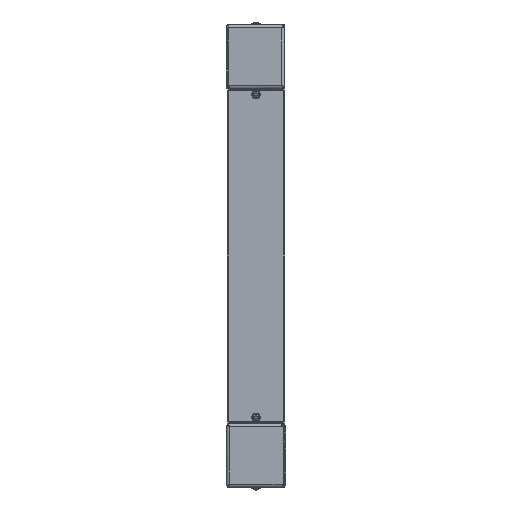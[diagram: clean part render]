
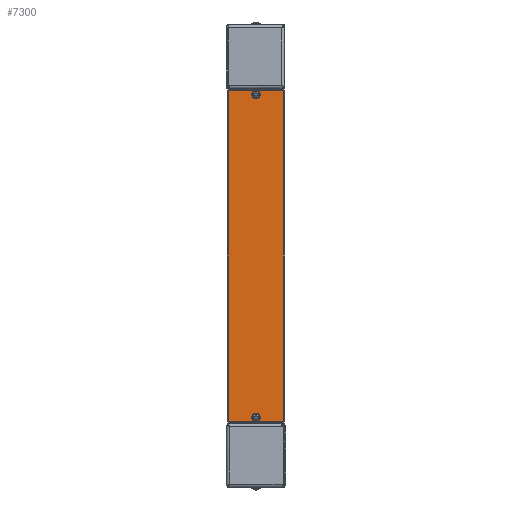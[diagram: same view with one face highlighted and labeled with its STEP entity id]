
A CAD part, left-side view. The second image highlights one B-rep face of the part: STEP entity #7300.
In plain terms, the highlighted face is planar.
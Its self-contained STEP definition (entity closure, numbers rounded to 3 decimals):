
#156 = VERTEX_POINT ( 'NONE', #1058 ) ;
#184 = CIRCLE ( 'NONE', #7459, 3.25 ) ;
#191 = CARTESIAN_POINT ( 'NONE',  ( 568.35, 48., -1. ) ) ;
#281 = CARTESIAN_POINT ( 'NONE',  ( 565.1, 48., -1. ) ) ;
#675 = EDGE_LOOP ( 'NONE', ( #4480, #1775 ) ) ;
#821 = ORIENTED_EDGE ( 'NONE', *, *, #6985, .F. ) ;
#1012 = VERTEX_POINT ( 'NONE', #191 ) ;
#1058 = CARTESIAN_POINT ( 'NONE',  ( 10.15, 48., -1. ) ) ;
#1078 = EDGE_CURVE ( 'NONE', #7823, #3694, #2574, .T. ) ;
#1105 = EDGE_CURVE ( 'NONE', #4250, #7823, #6175, .T. ) ;
#1130 = CARTESIAN_POINT ( 'NONE',  ( 572., 0., -1. ) ) ;
#1140 = ORIENTED_EDGE ( 'NONE', *, *, #1078, .F. ) ;
#1198 = ORIENTED_EDGE ( 'NONE', *, *, #1105, .F. ) ;
#1226 = VERTEX_POINT ( 'NONE', #2861 ) ;
#1337 = DIRECTION ( 'NONE',  ( -1., 0., 0. ) ) ;
#1483 = CARTESIAN_POINT ( 'NONE',  ( 561.85, 48., -1. ) ) ;
#1489 = FACE_BOUND ( 'NONE', #2431, .T. ) ;
#1534 = DIRECTION ( 'NONE',  ( 0., 0., -1. ) ) ;
#1650 = CIRCLE ( 'NONE', #2782, 3.25 ) ;
#1714 = DIRECTION ( 'NONE',  ( 0., 1., 0. ) ) ;
#1775 = ORIENTED_EDGE ( 'NONE', *, *, #7480, .F. ) ;
#1822 = VECTOR ( 'NONE', #6027, 1000. ) ;
#2050 = VERTEX_POINT ( 'NONE', #1483 ) ;
#2293 = DIRECTION ( 'NONE',  ( -1., 0., 0. ) ) ;
#2431 = EDGE_LOOP ( 'NONE', ( #821, #4623 ) ) ;
#2574 = LINE ( 'NONE', #8551, #6170 ) ;
#2771 = CIRCLE ( 'NONE', #8300, 3.25 ) ;
#2782 = AXIS2_PLACEMENT_3D ( 'NONE', #8178, #3581, #1337 ) ;
#2861 = CARTESIAN_POINT ( 'NONE',  ( 0., 96., -1. ) ) ;
#2940 = VERTEX_POINT ( 'NONE', #5119 ) ;
#3117 = ORIENTED_EDGE ( 'NONE', *, *, #3592, .F. ) ;
#3223 = CARTESIAN_POINT ( 'NONE',  ( 0., 0., -1. ) ) ;
#3249 = DIRECTION ( 'NONE',  ( 0., 0., -1. ) ) ;
#3581 = DIRECTION ( 'NONE',  ( 0., 0., -1. ) ) ;
#3592 = EDGE_CURVE ( 'NONE', #3694, #1226, #9042, .T. ) ;
#3694 = VERTEX_POINT ( 'NONE', #4582 ) ;
#4250 = VERTEX_POINT ( 'NONE', #5756 ) ;
#4366 = VECTOR ( 'NONE', #5596, 1000. ) ;
#4461 = FACE_BOUND ( 'NONE', #675, .T. ) ;
#4480 = ORIENTED_EDGE ( 'NONE', *, *, #7236, .F. ) ;
#4582 = CARTESIAN_POINT ( 'NONE',  ( 572., 96., -1. ) ) ;
#4623 = ORIENTED_EDGE ( 'NONE', *, *, #5724, .F. ) ;
#4699 = EDGE_LOOP ( 'NONE', ( #9284, #3117, #1140, #1198 ) ) ;
#4777 = DIRECTION ( 'NONE',  ( -1., 0., 0. ) ) ;
#5037 = CARTESIAN_POINT ( 'NONE',  ( 6.9, 48., -1. ) ) ;
#5088 = DIRECTION ( 'NONE',  ( -1., 0., 0. ) ) ;
#5119 = CARTESIAN_POINT ( 'NONE',  ( 3.65, 48., -1. ) ) ;
#5596 = DIRECTION ( 'NONE',  ( 0., -1., 0. ) ) ;
#5724 = EDGE_CURVE ( 'NONE', #1012, #2050, #184, .T. ) ;
#5756 = CARTESIAN_POINT ( 'NONE',  ( 0., 0., -1. ) ) ;
#5860 = VECTOR ( 'NONE', #7713, 1000. ) ;
#5999 = DIRECTION ( 'NONE',  ( -1., 0., 0. ) ) ;
#6027 = DIRECTION ( 'NONE',  ( -1., 0., 0. ) ) ;
#6073 = CARTESIAN_POINT ( 'NONE',  ( 0., 96., -1. ) ) ;
#6146 = CARTESIAN_POINT ( 'NONE',  ( 565.1, 48., -1. ) ) ;
#6170 = VECTOR ( 'NONE', #1714, 1000. ) ;
#6175 = LINE ( 'NONE', #9244, #5860 ) ;
#6289 = LINE ( 'NONE', #3223, #4366 ) ;
#6783 = FACE_OUTER_BOUND ( 'NONE', #4699, .T. ) ;
#6985 = EDGE_CURVE ( 'NONE', #2050, #1012, #2771, .T. ) ;
#7236 = EDGE_CURVE ( 'NONE', #2940, #156, #1650, .T. ) ;
#7300 = ADVANCED_FACE ( 'NONE', ( #4461, #1489, #6783 ), #9109, .T. ) ;
#7459 = AXIS2_PLACEMENT_3D ( 'NONE', #6146, #7686, #5999 ) ;
#7480 = EDGE_CURVE ( 'NONE', #156, #2940, #8620, .T. ) ;
#7686 = DIRECTION ( 'NONE',  ( 0., 0., -1. ) ) ;
#7713 = DIRECTION ( 'NONE',  ( 1., 0., 0. ) ) ;
#7823 = VERTEX_POINT ( 'NONE', #1130 ) ;
#8166 = DIRECTION ( 'NONE',  ( 0., 0., -1. ) ) ;
#8178 = CARTESIAN_POINT ( 'NONE',  ( 6.9, 48., -1. ) ) ;
#8300 = AXIS2_PLACEMENT_3D ( 'NONE', #281, #3249, #4777 ) ;
#8551 = CARTESIAN_POINT ( 'NONE',  ( 572., 0., -1. ) ) ;
#8620 = CIRCLE ( 'NONE', #9090, 3.25 ) ;
#8741 = EDGE_CURVE ( 'NONE', #1226, #4250, #6289, .T. ) ;
#9042 = LINE ( 'NONE', #6073, #1822 ) ;
#9058 = CARTESIAN_POINT ( 'NONE',  ( 0., 0., -1. ) ) ;
#9090 = AXIS2_PLACEMENT_3D ( 'NONE', #5037, #8166, #5088 ) ;
#9109 = PLANE ( 'NONE',  #9710 ) ;
#9244 = CARTESIAN_POINT ( 'NONE',  ( 0., 0., -1. ) ) ;
#9284 = ORIENTED_EDGE ( 'NONE', *, *, #8741, .F. ) ;
#9710 = AXIS2_PLACEMENT_3D ( 'NONE', #9058, #1534, #2293 ) ;
